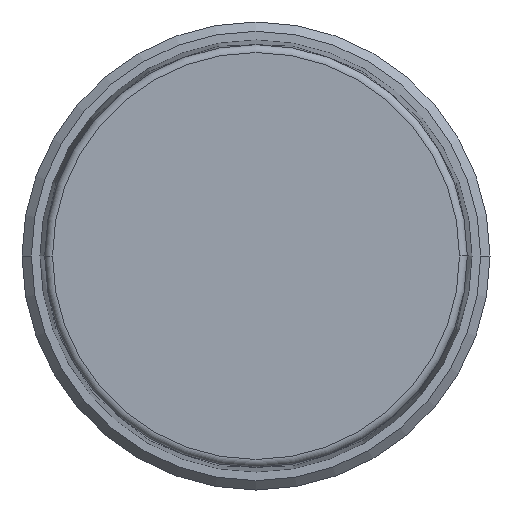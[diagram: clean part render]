
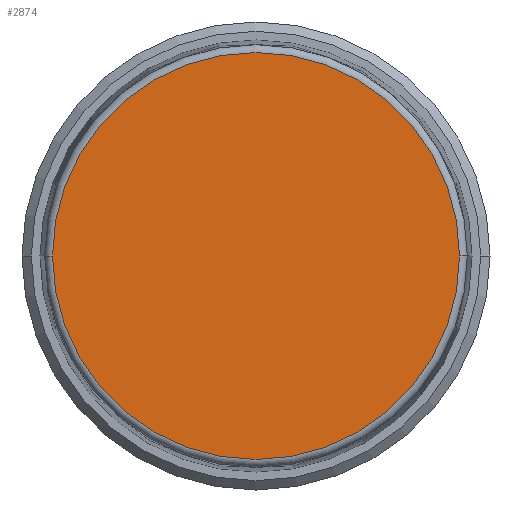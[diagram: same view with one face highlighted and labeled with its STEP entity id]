
A CAD part, front view. The second image highlights one B-rep face of the part: STEP entity #2874.
In plain terms, the highlighted planar face has unit normal (0, -1, 0).
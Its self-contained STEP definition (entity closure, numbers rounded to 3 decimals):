
#951=CARTESIAN_POINT('',(0.,-18.,0.));
#952=DIRECTION('',(0.,-1.,0.));
#953=DIRECTION('',(-1.,0.,0.));
#954=AXIS2_PLACEMENT_3D('',#951,#952,#953);
#961=CARTESIAN_POINT('',(0.,-18.,0.));
#962=DIRECTION('',(0.,-1.,0.));
#963=DIRECTION('',(1.,0.,0.));
#964=AXIS2_PLACEMENT_3D('',#961,#962,#963);
#1138=CARTESIAN_POINT('',(-13.044,-18.,0.));
#1140=VERTEX_POINT('',#1138);
#1142=CARTESIAN_POINT('',(13.044,-18.,0.));
#1144=VERTEX_POINT('',#1142);
#2864=CARTESIAN_POINT('',(0.,-18.,0.));
#2865=DIRECTION('',(0.,1.,0.));
#2866=DIRECTION('',(1.,0.,0.));
#2867=AXIS2_PLACEMENT_3D('',#2864,#2865,#2866);
#2868=PLANE('',#2867);
#2870=ORIENTED_EDGE('',*,*,#2869,.F.);
#2871=ORIENTED_EDGE('',*,*,#2847,.F.);
#2872=EDGE_LOOP('',(#2870,#2871));
#2873=FACE_OUTER_BOUND('',#2872,.F.);
#2874=ADVANCED_FACE('',(#2873),#2868,.F.);
#955=CIRCLE('',#954,13.044);
#965=CIRCLE('',#964,13.044);
#2847=EDGE_CURVE('',#1140,#1144,#955,.T.);
#2869=EDGE_CURVE('',#1144,#1140,#965,.T.);
